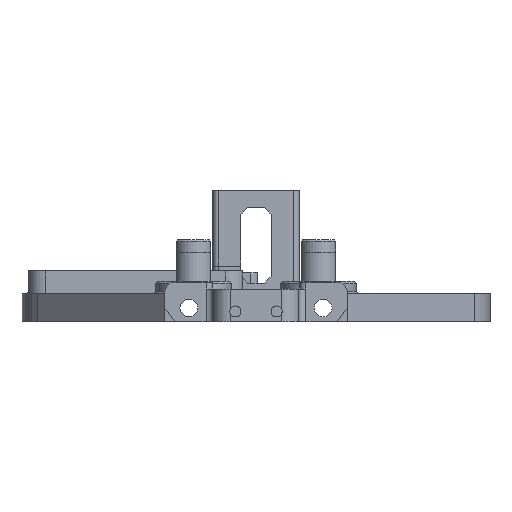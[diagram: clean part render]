
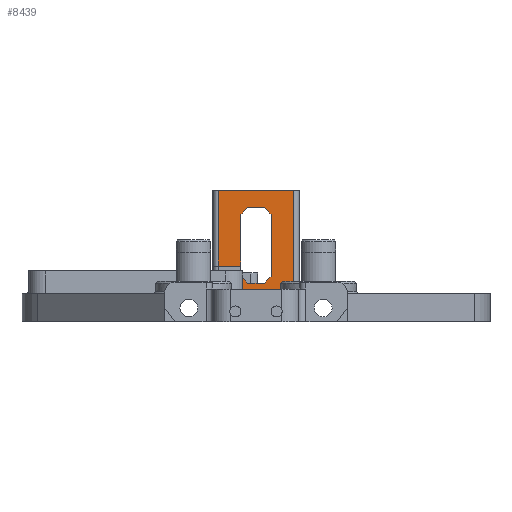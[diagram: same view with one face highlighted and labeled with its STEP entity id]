
A CAD part, front view. The second image highlights one B-rep face of the part: STEP entity #8439.
In plain terms, the highlighted planar face has unit normal (0, -1, 0).
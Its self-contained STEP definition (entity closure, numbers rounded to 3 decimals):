
#733=FACE_OUTER_BOUND('',#1254,.T.);
#1254=EDGE_LOOP('',(#7718,#7719,#7720,#7721,#7722,#7723,#7724,#7725,#7726,
#7727,#7728,#7729,#7730,#7731));
#1633=LINE('',#11746,#2473);
#1646=LINE('',#11772,#2486);
#1772=LINE('',#12247,#2612);
#1893=LINE('',#12580,#2733);
#1899=LINE('',#12590,#2739);
#1900=LINE('',#12592,#2740);
#1982=LINE('',#12779,#2822);
#2198=LINE('',#13420,#3038);
#2217=LINE('',#13461,#3057);
#2219=LINE('',#13465,#3059);
#2221=LINE('',#13469,#3061);
#2223=LINE('',#13472,#3063);
#2449=LINE('',#14266,#3289);
#2450=LINE('',#14268,#3290);
#2473=VECTOR('',#9295,10.);
#2486=VECTOR('',#9314,10.);
#2612=VECTOR('',#9620,10.);
#2733=VECTOR('',#9911,10.);
#2739=VECTOR('',#9921,10.);
#2740=VECTOR('',#9924,10.);
#2822=VECTOR('',#10092,10.);
#3038=VECTOR('',#10758,10.);
#3057=VECTOR('',#10805,10.);
#3059=VECTOR('',#10809,1000.);
#3061=VECTOR('',#10813,10.);
#3063=VECTOR('',#10817,10.);
#3289=VECTOR('',#11673,1000.);
#3290=VECTOR('',#11676,1000.);
#3322=VERTEX_POINT('',#11744);
#3323=VERTEX_POINT('',#11745);
#3333=VERTEX_POINT('',#11770);
#3481=VERTEX_POINT('',#12244);
#3482=VERTEX_POINT('',#12246);
#3608=VERTEX_POINT('',#12577);
#3609=VERTEX_POINT('',#12579);
#3611=VERTEX_POINT('',#12588);
#3672=VERTEX_POINT('',#12777);
#3673=VERTEX_POINT('',#12778);
#3848=VERTEX_POINT('',#13416);
#3856=VERTEX_POINT('',#13460);
#3857=VERTEX_POINT('',#13464);
#3858=VERTEX_POINT('',#13468);
#4110=EDGE_CURVE('',#3322,#3323,#1633,.T.);
#4124=EDGE_CURVE('',#3323,#3333,#1646,.T.);
#4313=EDGE_CURVE('',#3482,#3481,#1772,.T.);
#4479=EDGE_CURVE('',#3608,#3609,#1893,.T.);
#4485=EDGE_CURVE('',#3611,#3333,#1899,.T.);
#4486=EDGE_CURVE('',#3611,#3609,#1900,.T.);
#4576=EDGE_CURVE('',#3672,#3673,#1982,.T.);
#4891=EDGE_CURVE('',#3848,#3482,#2198,.T.);
#4910=EDGE_CURVE('',#3848,#3856,#2217,.T.);
#4912=EDGE_CURVE('',#3857,#3856,#2219,.T.);
#4914=EDGE_CURVE('',#3857,#3858,#2221,.T.);
#4916=EDGE_CURVE('',#3858,#3608,#2223,.T.);
#5296=EDGE_CURVE('',#3481,#3673,#2449,.T.);
#5297=EDGE_CURVE('',#3322,#3672,#2450,.T.);
#7718=ORIENTED_EDGE('',*,*,#4916,.F.);
#7719=ORIENTED_EDGE('',*,*,#4914,.F.);
#7720=ORIENTED_EDGE('',*,*,#4912,.T.);
#7721=ORIENTED_EDGE('',*,*,#4910,.F.);
#7722=ORIENTED_EDGE('',*,*,#4891,.T.);
#7723=ORIENTED_EDGE('',*,*,#4313,.T.);
#7724=ORIENTED_EDGE('',*,*,#5296,.T.);
#7725=ORIENTED_EDGE('',*,*,#4576,.F.);
#7726=ORIENTED_EDGE('',*,*,#5297,.F.);
#7727=ORIENTED_EDGE('',*,*,#4110,.T.);
#7728=ORIENTED_EDGE('',*,*,#4124,.T.);
#7729=ORIENTED_EDGE('',*,*,#4485,.F.);
#7730=ORIENTED_EDGE('',*,*,#4486,.T.);
#7731=ORIENTED_EDGE('',*,*,#4479,.F.);
#8000=PLANE('',#9247);
#8439=ADVANCED_FACE('',(#733),#8000,.F.);
#9247=AXIS2_PLACEMENT_3D('',#14267,#11674,#11675);
#9295=DIRECTION('',(1.,0.,0.));
#9314=DIRECTION('',(0.,0.,1.));
#9620=DIRECTION('',(1.,0.,0.));
#9911=DIRECTION('',(-0.707,0.,0.707));
#9921=DIRECTION('',(-0.707,0.,-0.707));
#9924=DIRECTION('',(1.,0.,0.));
#10092=DIRECTION('',(1.,0.,0.));
#10758=DIRECTION('',(0.,0.,-1.));
#10805=DIRECTION('',(0.707,0.,-0.707));
#10809=DIRECTION('',(-1.,0.,0.));
#10813=DIRECTION('',(0.707,0.,0.707));
#10817=DIRECTION('',(0.,0.,1.));
#11673=DIRECTION('',(0.,0.,1.));
#11674=DIRECTION('center_axis',(0.,1.,0.));
#11675=DIRECTION('ref_axis',(1.,0.,0.));
#11676=DIRECTION('',(0.,0.,1.));
#11744=CARTESIAN_POINT('',(-6.455,124.,-9.25));
#11745=CARTESIAN_POINT('',(0.145,124.,-9.25));
#11746=CARTESIAN_POINT('',(-13.486,124.,-9.25));
#11770=CARTESIAN_POINT('',(0.145,124.,5.8));
#11772=CARTESIAN_POINT('',(0.145,124.,4.688));
#12244=CARTESIAN_POINT('',(15.545,124.,-17.25));
#12246=CARTESIAN_POINT('',(0.732,124.,-17.25));
#12247=CARTESIAN_POINT('',(-10.781,124.,-17.25));
#12577=CARTESIAN_POINT('',(8.945,124.,5.8));
#12579=CARTESIAN_POINT('',(6.945,124.,7.8));
#12580=CARTESIAN_POINT('',(2.47,124.,12.275));
#12588=CARTESIAN_POINT('',(2.145,124.,7.8));
#12590=CARTESIAN_POINT('',(0.37,124.,6.025));
#12592=CARTESIAN_POINT('',(4.445,124.,7.8));
#12777=CARTESIAN_POINT('',(-6.455,124.,12.8));
#12778=CARTESIAN_POINT('',(15.545,124.,12.8));
#12779=CARTESIAN_POINT('',(4.445,124.,12.8));
#13416=CARTESIAN_POINT('',(0.732,124.,-12.837));
#13420=CARTESIAN_POINT('',(0.732,124.,0.375));
#13460=CARTESIAN_POINT('',(2.145,124.,-14.25));
#13461=CARTESIAN_POINT('',(-8.942,124.,-3.162));
#13464=CARTESIAN_POINT('',(6.945,124.,-14.25));
#13465=CARTESIAN_POINT('',(-1.655,124.,-14.25));
#13468=CARTESIAN_POINT('',(8.945,124.,-12.25));
#13469=CARTESIAN_POINT('',(11.782,124.,-9.412));
#13472=CARTESIAN_POINT('',(8.945,124.,4.8));
#14266=CARTESIAN_POINT('',(15.545,124.,18.));
#14267=CARTESIAN_POINT('Origin',(-7.955,124.,18.));
#14268=CARTESIAN_POINT('',(-6.455,124.,18.));
